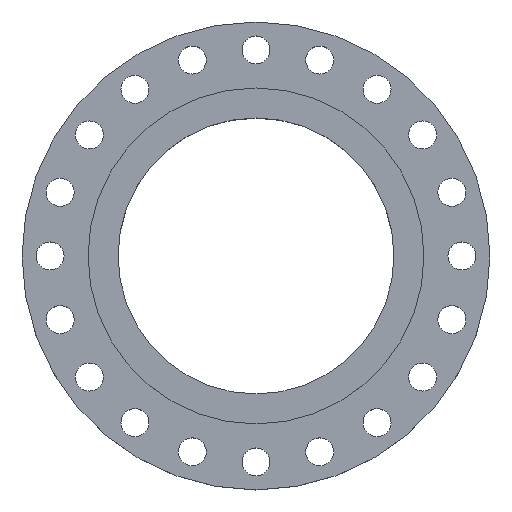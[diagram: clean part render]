
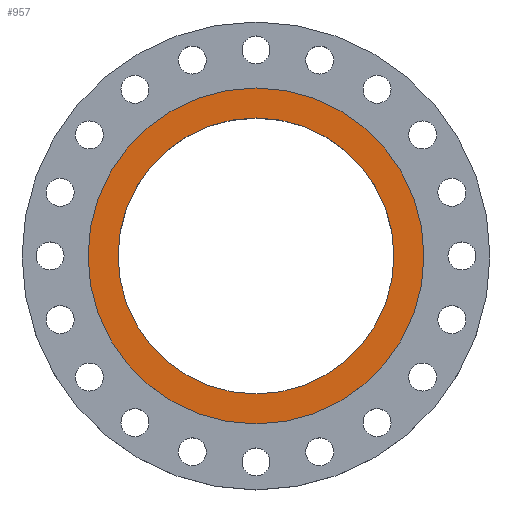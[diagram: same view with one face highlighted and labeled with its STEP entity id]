
A CAD part, top view. The second image highlights one B-rep face of the part: STEP entity #957.
In plain terms, the highlighted planar face has unit normal (0, 0, 1).
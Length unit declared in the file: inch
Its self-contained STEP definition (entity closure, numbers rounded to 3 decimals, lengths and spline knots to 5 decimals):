
#35 = CARTESIAN_POINT ( 'NONE',  ( 8.625, 0., 0. ) ) ;
#47 = VERTEX_POINT ( 'NONE', #1287 ) ;
#57 = EDGE_CURVE ( 'NONE', #1348, #47, #1384, .T. ) ;
#178 = CARTESIAN_POINT ( 'NONE',  ( 0., 0., 0. ) ) ;
#191 = DIRECTION ( 'NONE',  ( 0., 0., 1. ) ) ;
#209 = AXIS2_PLACEMENT_3D ( 'NONE', #178, #191, #1760 ) ;
#224 = AXIS2_PLACEMENT_3D ( 'NONE', #1143, #500, #1920 ) ;
#268 = DIRECTION ( 'NONE',  ( 0., 0., 1. ) ) ;
#281 = DIRECTION ( 'NONE',  ( 0., 0., -1. ) ) ;
#338 = ORIENTED_EDGE ( 'NONE', *, *, #57, .T. ) ;
#376 = AXIS2_PLACEMENT_3D ( 'NONE', #1236, #281, #925 ) ;
#410 = VERTEX_POINT ( 'NONE', #35 ) ;
#500 = DIRECTION ( 'NONE',  ( 0., 0., 1. ) ) ;
#563 = ORIENTED_EDGE ( 'NONE', *, *, #1714, .F. ) ;
#579 = CARTESIAN_POINT ( 'NONE',  ( -8.625, 0., 0. ) ) ;
#595 = FACE_BOUND ( 'NONE', #847, .T. ) ;
#838 = VERTEX_POINT ( 'NONE', #579 ) ;
#847 = EDGE_LOOP ( 'NONE', ( #563, #1120 ) ) ;
#877 = DIRECTION ( 'NONE',  ( 0., 0., 1. ) ) ;
#925 = DIRECTION ( 'NONE',  ( -1., 0., 0. ) ) ;
#942 = DIRECTION ( 'NONE',  ( 1., 0., 0. ) ) ;
#957 = ADVANCED_FACE ( 'NONE', ( #595, #1403 ), #2006, .F. ) ;
#1079 = CIRCLE ( 'NONE', #1111, 10.5 ) ;
#1111 = AXIS2_PLACEMENT_3D ( 'NONE', #1204, #877, #1511 ) ;
#1120 = ORIENTED_EDGE ( 'NONE', *, *, #1270, .F. ) ;
#1143 = CARTESIAN_POINT ( 'NONE',  ( 0., 0., 0. ) ) ;
#1204 = CARTESIAN_POINT ( 'NONE',  ( 0., 0., 0. ) ) ;
#1236 = CARTESIAN_POINT ( 'NONE',  ( 0., 8.625, 0. ) ) ;
#1252 = CIRCLE ( 'NONE', #224, 8.625 ) ;
#1253 = ORIENTED_EDGE ( 'NONE', *, *, #1660, .T. ) ;
#1270 = EDGE_CURVE ( 'NONE', #838, #410, #1252, .T. ) ;
#1287 = CARTESIAN_POINT ( 'NONE',  ( 10.5, 0., 0. ) ) ;
#1348 = VERTEX_POINT ( 'NONE', #1480 ) ;
#1384 = CIRCLE ( 'NONE', #209, 10.5 ) ;
#1403 = FACE_OUTER_BOUND ( 'NONE', #1794, .T. ) ;
#1420 = AXIS2_PLACEMENT_3D ( 'NONE', #1538, #268, #942 ) ;
#1480 = CARTESIAN_POINT ( 'NONE',  ( -10.5, 0., 0. ) ) ;
#1511 = DIRECTION ( 'NONE',  ( 1., 0., 0. ) ) ;
#1538 = CARTESIAN_POINT ( 'NONE',  ( 0., 0., 0. ) ) ;
#1572 = CIRCLE ( 'NONE', #1420, 8.625 ) ;
#1660 = EDGE_CURVE ( 'NONE', #47, #1348, #1079, .T. ) ;
#1714 = EDGE_CURVE ( 'NONE', #410, #838, #1572, .T. ) ;
#1760 = DIRECTION ( 'NONE',  ( 1., 0., 0. ) ) ;
#1794 = EDGE_LOOP ( 'NONE', ( #1253, #338 ) ) ;
#1920 = DIRECTION ( 'NONE',  ( 1., 0., 0. ) ) ;
#2006 = PLANE ( 'NONE',  #376 ) ;
